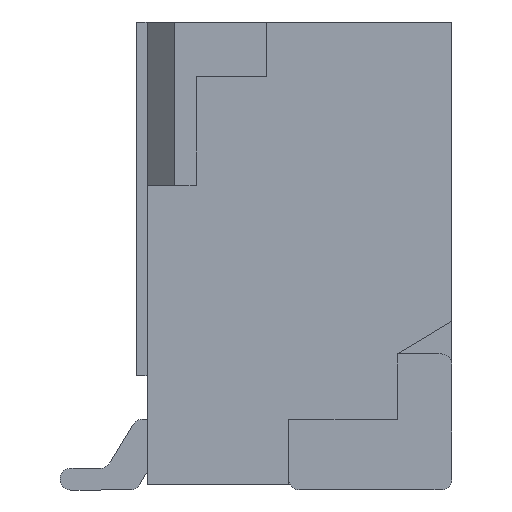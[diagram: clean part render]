
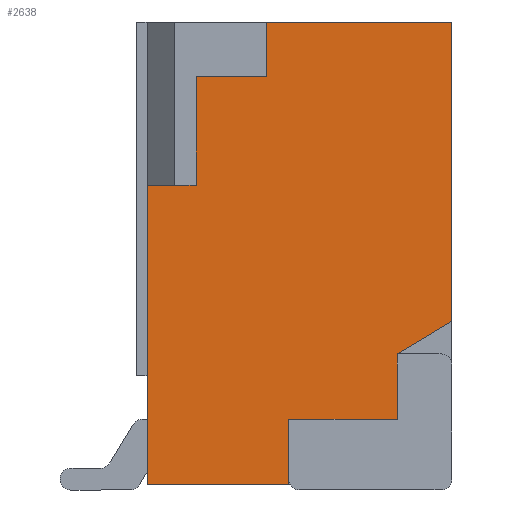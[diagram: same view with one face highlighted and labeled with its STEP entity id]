
A CAD part, left-side view. The second image highlights one B-rep face of the part: STEP entity #2638.
In plain terms, the highlighted planar face has unit normal (-1, 0, 0).
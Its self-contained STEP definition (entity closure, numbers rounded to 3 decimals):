
#2638=ADVANCED_FACE('',(#6104),#6106,.T.);
#6104=FACE_BOUND('',#6105,.T.);
#6105=EDGE_LOOP('',(#8934,#8935,#8936,#8937,#8938,#8939,#8940,#8941,#8942,#8943,
#8944,#8945));
#6106=PLANE('',#6107);
#6107=AXIS2_PLACEMENT_3D('',#6108,#6109,#6110);
#6108=CARTESIAN_POINT('',(-1.5,0.,0.));
#6109=DIRECTION('',(-1.,0.,0.));
#6110=DIRECTION('',(0.,0.,1.));
#8934=ORIENTED_EDGE('',*,*,#10806,.T.);
#8935=ORIENTED_EDGE('',*,*,#10807,.T.);
#8936=ORIENTED_EDGE('',*,*,#10808,.T.);
#8937=ORIENTED_EDGE('',*,*,#10809,.T.);
#8938=ORIENTED_EDGE('',*,*,#10810,.T.);
#8939=ORIENTED_EDGE('',*,*,#10697,.T.);
#8940=ORIENTED_EDGE('',*,*,#10805,.T.);
#8941=ORIENTED_EDGE('',*,*,#10811,.T.);
#8942=ORIENTED_EDGE('',*,*,#10812,.T.);
#8943=ORIENTED_EDGE('',*,*,#10813,.T.);
#8944=ORIENTED_EDGE('',*,*,#10781,.T.);
#8945=ORIENTED_EDGE('',*,*,#10814,.T.);
#10697=EDGE_CURVE('',#12504,#12502,#12505,.T.);
#10781=EDGE_CURVE('',#12671,#12669,#12672,.T.);
#10805=EDGE_CURVE('',#12502,#12709,#12711,.F.);
#10806=EDGE_CURVE('',#12712,#12713,#12714,.F.);
#10807=EDGE_CURVE('',#12713,#12715,#12716,.F.);
#10808=EDGE_CURVE('',#12715,#12717,#12718,.F.);
#10809=EDGE_CURVE('',#12717,#12719,#12720,.F.);
#10810=EDGE_CURVE('',#12719,#12504,#12721,.T.);
#10811=EDGE_CURVE('',#12709,#12722,#12723,.F.);
#10812=EDGE_CURVE('',#12722,#12724,#12725,.F.);
#10813=EDGE_CURVE('',#12724,#12671,#12726,.F.);
#10814=EDGE_CURVE('',#12669,#12712,#12727,.T.);
#12502=VERTEX_POINT('',#16297);
#12504=VERTEX_POINT('',#16301);
#12505=LINE('',#16302,#16303);
#12669=VERTEX_POINT('',#16632);
#12671=VERTEX_POINT('',#16636);
#12672=LINE('',#16637,#16638);
#12709=VERTEX_POINT('',#16720);
#12711=LINE('',#16724,#16725);
#12712=VERTEX_POINT('',#16727);
#12713=VERTEX_POINT('',#16728);
#12714=LINE('',#16729,#16730);
#12715=VERTEX_POINT('',#16732);
#12716=LINE('',#16733,#16734);
#12717=VERTEX_POINT('',#16736);
#12718=LINE('',#16737,#16738);
#12719=VERTEX_POINT('',#16740);
#12720=LINE('',#16741,#16742);
#12721=LINE('',#16744,#16745);
#12722=VERTEX_POINT('',#16747);
#12723=LINE('',#16748,#16749);
#12724=VERTEX_POINT('',#16751);
#12725=LINE('',#16752,#16753);
#12726=LINE('',#16755,#16756);
#12727=LINE('',#16758,#16759);
#16297=CARTESIAN_POINT('',(-1.5,-1.2,4.25));
#16301=CARTESIAN_POINT('',(-1.5,-2.9,4.25));
#16302=CARTESIAN_POINT('',(-1.5,-2.9,4.25));
#16303=VECTOR('',#16304,1.);
#16304=DIRECTION('',(0.,1.,0.));
#16632=CARTESIAN_POINT('',(-1.5,-0.1,0.));
#16636=CARTESIAN_POINT('',(-1.5,-0.1,2.75));
#16637=CARTESIAN_POINT('',(-1.5,-0.1,2.75));
#16638=VECTOR('',#16639,1.);
#16639=DIRECTION('',(0.,0.,-1.));
#16720=CARTESIAN_POINT('',(-1.5,-1.2,3.75));
#16724=CARTESIAN_POINT('',(-1.5,-1.2,3.75));
#16725=VECTOR('',#16726,1.);
#16726=DIRECTION('',(0.,0.,1.));
#16727=CARTESIAN_POINT('',(-1.5,-1.4,0.));
#16728=CARTESIAN_POINT('',(-1.5,-1.4,0.6));
#16729=CARTESIAN_POINT('',(-1.5,-1.4,0.6));
#16730=VECTOR('',#16731,1.);
#16731=DIRECTION('',(0.,0.,-1.));
#16732=CARTESIAN_POINT('',(-1.5,-2.4,0.6));
#16733=CARTESIAN_POINT('',(-1.5,-2.4,0.6));
#16734=VECTOR('',#16735,1.);
#16735=DIRECTION('',(0.,1.,0.));
#16736=CARTESIAN_POINT('',(-1.5,-2.4,1.2));
#16737=CARTESIAN_POINT('',(-1.5,-2.4,1.2));
#16738=VECTOR('',#16739,1.);
#16739=DIRECTION('',(0.,0.,-1.));
#16740=CARTESIAN_POINT('',(-1.5,-2.9,1.5));
#16741=CARTESIAN_POINT('',(-1.5,-2.9,1.5));
#16742=VECTOR('',#16743,1.);
#16743=DIRECTION('',(0.,0.857,-0.514));
#16744=CARTESIAN_POINT('',(-1.5,-2.9,1.5));
#16745=VECTOR('',#16746,1.);
#16746=DIRECTION('',(0.,0.,1.));
#16747=CARTESIAN_POINT('',(-1.5,-0.55,3.75));
#16748=CARTESIAN_POINT('',(-1.5,-0.55,3.75));
#16749=VECTOR('',#16750,1.);
#16750=DIRECTION('',(0.,-1.,0.));
#16751=CARTESIAN_POINT('',(-1.5,-0.55,2.75));
#16752=CARTESIAN_POINT('',(-1.5,-0.55,2.75));
#16753=VECTOR('',#16754,1.);
#16754=DIRECTION('',(0.,0.,1.));
#16755=CARTESIAN_POINT('',(-1.5,-0.1,2.75));
#16756=VECTOR('',#16757,1.);
#16757=DIRECTION('',(0.,-1.,0.));
#16758=CARTESIAN_POINT('',(-1.5,-0.1,0.));
#16759=VECTOR('',#16760,1.);
#16760=DIRECTION('',(0.,-1.,0.));
